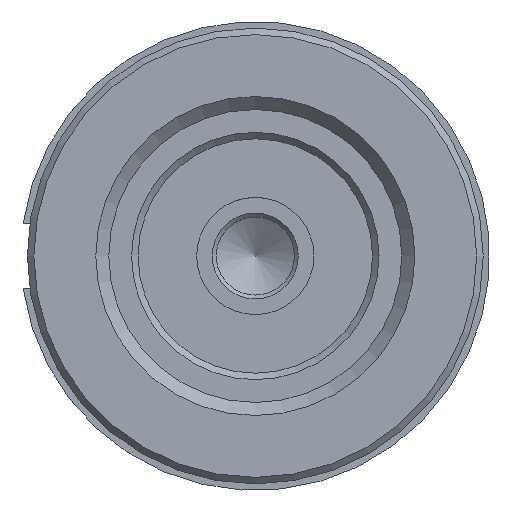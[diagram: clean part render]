
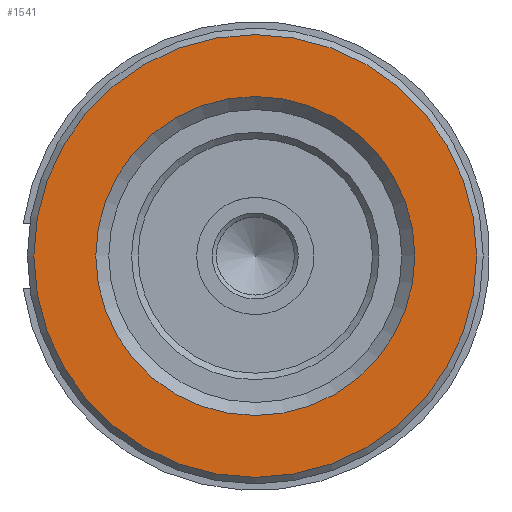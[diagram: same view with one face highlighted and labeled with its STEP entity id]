
A CAD part, left-side view. The second image highlights one B-rep face of the part: STEP entity #1541.
In plain terms, the highlighted planar face has unit normal (-1, 0, 0).
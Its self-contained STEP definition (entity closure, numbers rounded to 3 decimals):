
#399=ORIENTED_EDGE('',*,*,#761,.T.);
#400=ORIENTED_EDGE('',*,*,#762,.T.);
#761=EDGE_CURVE('',#960,#960,#1094,.T.);
#762=EDGE_CURVE('',#961,#961,#1095,.F.);
#960=VERTEX_POINT('',#3132);
#961=VERTEX_POINT('',#3135);
#1094=CIRCLE('',#2184,1.7);
#1095=CIRCLE('',#2186,1.225);
#1217=EDGE_LOOP('',(#399));
#1218=EDGE_LOOP('',(#400));
#1364=FACE_BOUND('',#1217,.T.);
#1365=FACE_BOUND('',#1218,.T.);
#1472=PLANE('',#2185);
#1541=ADVANCED_FACE('',(#1364,#1365),#1472,.T.);
#2184=AXIS2_PLACEMENT_3D('',#3131,#2521,#2522);
#2185=AXIS2_PLACEMENT_3D('',#3133,#2523,#2524);
#2186=AXIS2_PLACEMENT_3D('',#3134,#2525,#2526);
#2521=DIRECTION('',(-1.,0.,0.));
#2522=DIRECTION('',(0.,0.,1.));
#2523=DIRECTION('',(-1.,0.,0.));
#2524=DIRECTION('',(0.,0.,1.));
#2525=DIRECTION('',(-1.,0.,0.));
#2526=DIRECTION('',(0.,0.,1.));
#3131=CARTESIAN_POINT('',(0.,0.,0.));
#3132=CARTESIAN_POINT('',(0.,0.,1.7));
#3133=CARTESIAN_POINT('',(0.,0.,0.));
#3134=CARTESIAN_POINT('',(0.,0.,0.));
#3135=CARTESIAN_POINT('',(0.,0.,1.225));
